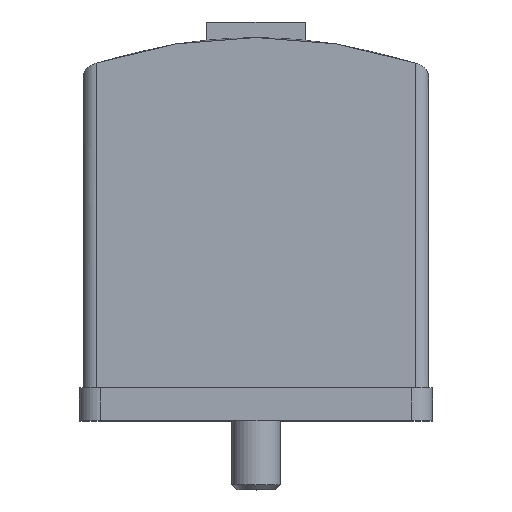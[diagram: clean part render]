
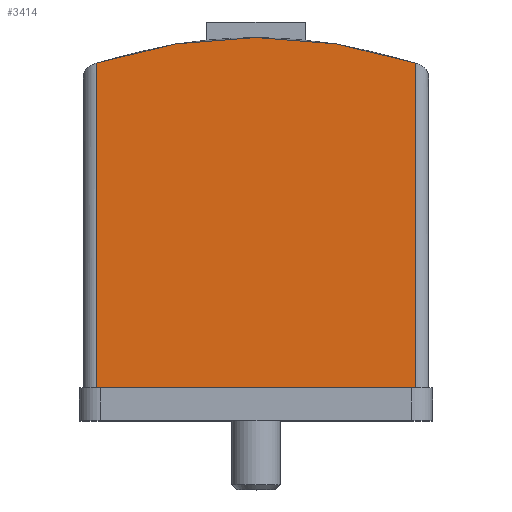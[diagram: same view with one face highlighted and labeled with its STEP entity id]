
A CAD part, top view. The second image highlights one B-rep face of the part: STEP entity #3414.
In plain terms, the highlighted planar face has unit normal (0, 0, 1).
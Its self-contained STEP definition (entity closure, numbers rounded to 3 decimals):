
#96=CIRCLE('',#3564,31.);
#333=ORIENTED_EDGE('',*,*,#1021,.F.);
#334=ORIENTED_EDGE('',*,*,#950,.T.);
#335=ORIENTED_EDGE('',*,*,#1022,.T.);
#336=ORIENTED_EDGE('',*,*,#1023,.T.);
#950=EDGE_CURVE('',#1300,#1299,#96,.F.);
#1021=EDGE_CURVE('',#1300,#1356,#1566,.T.);
#1022=EDGE_CURVE('',#1299,#1357,#1567,.T.);
#1023=EDGE_CURVE('',#1357,#1356,#1568,.T.);
#1299=VERTEX_POINT('',#4670);
#1300=VERTEX_POINT('',#4672);
#1356=VERTEX_POINT('',#4830);
#1357=VERTEX_POINT('',#4832);
#1566=LINE('',#4829,#1801);
#1567=LINE('',#4831,#1802);
#1568=LINE('',#4833,#1803);
#1801=VECTOR('',#4011,1000.);
#1802=VECTOR('',#4012,1000.);
#1803=VECTOR('',#4013,1000.);
#1984=EDGE_LOOP('',(#333,#334,#335,#336));
#2155=FACE_BOUND('',#1984,.T.);
#2310=PLANE('',#3606);
#3414=ADVANCED_FACE('',(#2155),#2310,.F.);
#3564=AXIS2_PLACEMENT_3D('',#4671,#3885,#3886);
#3606=AXIS2_PLACEMENT_3D('',#4828,#4009,#4010);
#3885=DIRECTION('',(0.,0.,-1.));
#3886=DIRECTION('',(-1.,0.,0.));
#4009=DIRECTION('',(0.,0.,-1.));
#4010=DIRECTION('',(-1.,0.,0.));
#4011=DIRECTION('',(0.,-1.,0.));
#4012=DIRECTION('',(0.,-1.,0.));
#4013=DIRECTION('',(1.,0.,0.));
#4670=CARTESIAN_POINT('',(-9.7,19.743,14.));
#4671=CARTESIAN_POINT('',(0.,-9.7,14.));
#4672=CARTESIAN_POINT('',(9.7,19.743,14.));
#4828=CARTESIAN_POINT('',(-9.7,21.3,14.));
#4829=CARTESIAN_POINT('',(9.7,21.3,14.));
#4830=CARTESIAN_POINT('',(9.7,0.,14.));
#4831=CARTESIAN_POINT('',(-9.7,21.3,14.));
#4832=CARTESIAN_POINT('',(-9.7,0.,14.));
#4833=CARTESIAN_POINT('',(-9.7,0.,14.));
